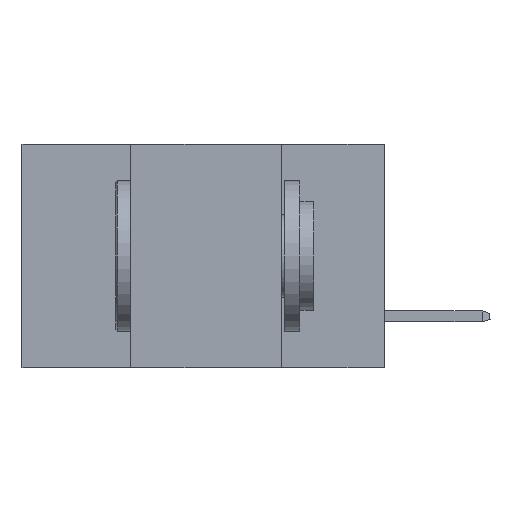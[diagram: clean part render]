
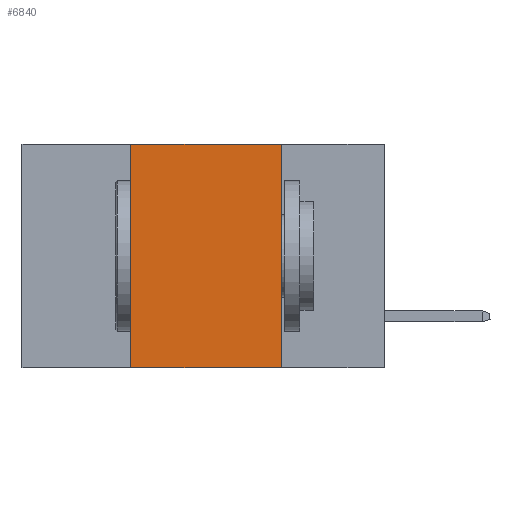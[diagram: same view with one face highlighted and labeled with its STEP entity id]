
A CAD part, left-side view. The second image highlights one B-rep face of the part: STEP entity #6840.
In plain terms, the highlighted planar face has unit normal (-1, 0, 0).
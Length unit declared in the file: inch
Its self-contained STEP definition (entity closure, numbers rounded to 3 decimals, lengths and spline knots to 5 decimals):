
#134 = EDGE_CURVE ( 'NONE', #12574, #13705, #2974, .T. ) ;
#278 = CARTESIAN_POINT ( 'NONE',  ( 0., 0.6, -0.37 ) ) ;
#366 = PLANE ( 'NONE',  #3570 ) ;
#633 = VECTOR ( 'NONE', #3515, 39.37008 ) ;
#870 = VECTOR ( 'NONE', #6182, 39.37008 ) ;
#1059 = CARTESIAN_POINT ( 'NONE',  ( 0., 0.42, -0.37 ) ) ;
#2139 = CARTESIAN_POINT ( 'NONE',  ( 0., 0.6, 0. ) ) ;
#2521 = ORIENTED_EDGE ( 'NONE', *, *, #9003, .F. ) ;
#2594 = LINE ( 'NONE', #7823, #13774 ) ;
#2877 = EDGE_LOOP ( 'NONE', ( #3536, #13174, #2521, #7588 ) ) ;
#2974 = LINE ( 'NONE', #6229, #870 ) ;
#3027 = CARTESIAN_POINT ( 'NONE',  ( 0., 0.17, 0. ) ) ;
#3165 = EDGE_CURVE ( 'NONE', #7813, #13705, #6231, .T. ) ;
#3308 = VECTOR ( 'NONE', #9962, 39.37008 ) ;
#3515 = DIRECTION ( 'NONE',  ( 0., -1., 0. ) ) ;
#3536 = ORIENTED_EDGE ( 'NONE', *, *, #134, .F. ) ;
#3570 = AXIS2_PLACEMENT_3D ( 'NONE', #3843, #9421, #8091 ) ;
#3705 = CARTESIAN_POINT ( 'NONE',  ( 0., 0.42, 0. ) ) ;
#3843 = CARTESIAN_POINT ( 'NONE',  ( 0., 0.6, 0. ) ) ;
#4878 = VERTEX_POINT ( 'NONE', #3705 ) ;
#6182 = DIRECTION ( 'NONE',  ( 0., 0., -1. ) ) ;
#6229 = CARTESIAN_POINT ( 'NONE',  ( 0., 0.17, -0.37 ) ) ;
#6231 = LINE ( 'NONE', #278, #633 ) ;
#6278 = LINE ( 'NONE', #2139, #3308 ) ;
#6840 = ADVANCED_FACE ( 'NONE', ( #9616 ), #366, .F. ) ;
#7588 = ORIENTED_EDGE ( 'NONE', *, *, #3165, .T. ) ;
#7813 = VERTEX_POINT ( 'NONE', #1059 ) ;
#7823 = CARTESIAN_POINT ( 'NONE',  ( 0., 0.42, -0.37 ) ) ;
#8091 = DIRECTION ( 'NONE',  ( 0., 0., -1. ) ) ;
#9003 = EDGE_CURVE ( 'NONE', #7813, #4878, #2594, .T. ) ;
#9421 = DIRECTION ( 'NONE',  ( 1., 0., 0. ) ) ;
#9616 = FACE_OUTER_BOUND ( 'NONE', #2877, .T. ) ;
#9962 = DIRECTION ( 'NONE',  ( 0., -1., 0. ) ) ;
#10056 = DIRECTION ( 'NONE',  ( 0., 0., 1. ) ) ;
#11558 = CARTESIAN_POINT ( 'NONE',  ( 0., 0.17, -0.37 ) ) ;
#12574 = VERTEX_POINT ( 'NONE', #3027 ) ;
#13174 = ORIENTED_EDGE ( 'NONE', *, *, #13306, .F. ) ;
#13306 = EDGE_CURVE ( 'NONE', #4878, #12574, #6278, .T. ) ;
#13705 = VERTEX_POINT ( 'NONE', #11558 ) ;
#13774 = VECTOR ( 'NONE', #10056, 39.37008 ) ;
